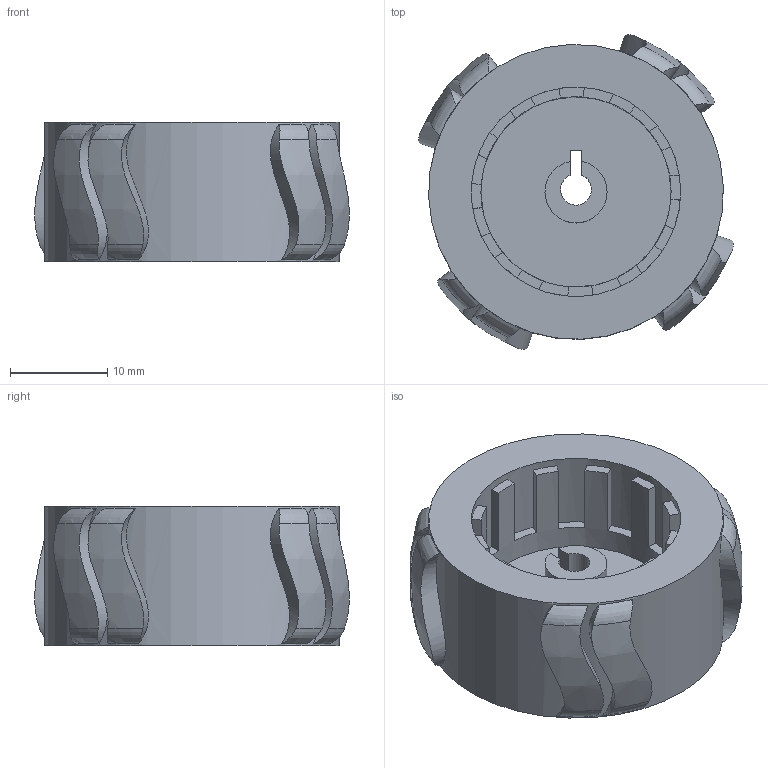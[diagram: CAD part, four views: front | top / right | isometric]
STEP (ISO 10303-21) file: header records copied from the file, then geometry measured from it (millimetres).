
FILE_DESCRIPTION(/* description */ ('STEP AP242','CAx-IF Rec.Pracs.---Representation and Presentation of Product Manufacturing Information (PMI)---4.0---2014-10-13','CAx-IF Rec.Pracs.---3D Tessellated Geometry---0.4---2014-09-14','2;1'),/* implementation_level */ '2;1');
FILE_NAME(/* name */ '688d27d8800a20611edb595a',/* time_stamp */ '2025-08-01T20:47:20Z',/* author */ (''),/* organization */ (''),/* preprocessor_version */ 'ST-DEVELOPER v20',/* originating_system */ 'ONSHAPE BY PTC INC, 1.201',/* authorisation */ ' ');
FILE_SCHEMA (('AP242_MANAGED_MODEL_BASED_3D_ENGINEERING_MIM_LF { 1 0 10303 442 1 1 4 }'));
Length unit declared in the file: metre
Products named in the file (1): Part 1
Bounding box: 32.42 x 32.42 x 14.4 mm (x, y, z)
Volume: 6656.7 mm3; surface area: 4506.6 mm2
Topology: 1 solids, 1 shells, 108 faces, 285 edges, 190 vertices
Faces by surface type: plane 59, bspline 24, torus 16, cylinder 9
Full cylindrical faces by diameter (mm): 17.6 x1, 19.6 x1, 21.6 x2, 22.4 x1, 30.4 x1
Entity records: 4117 total; most frequent: CARTESIAN_POINT 1153, ORIENTED_EDGE 548, DIRECTION 476, EDGE_CURVE 274, VERTEX_POINT 186, AXIS2_PLACEMENT_3D 181, EDGE_LOOP 128, FACE_BOUND 128
